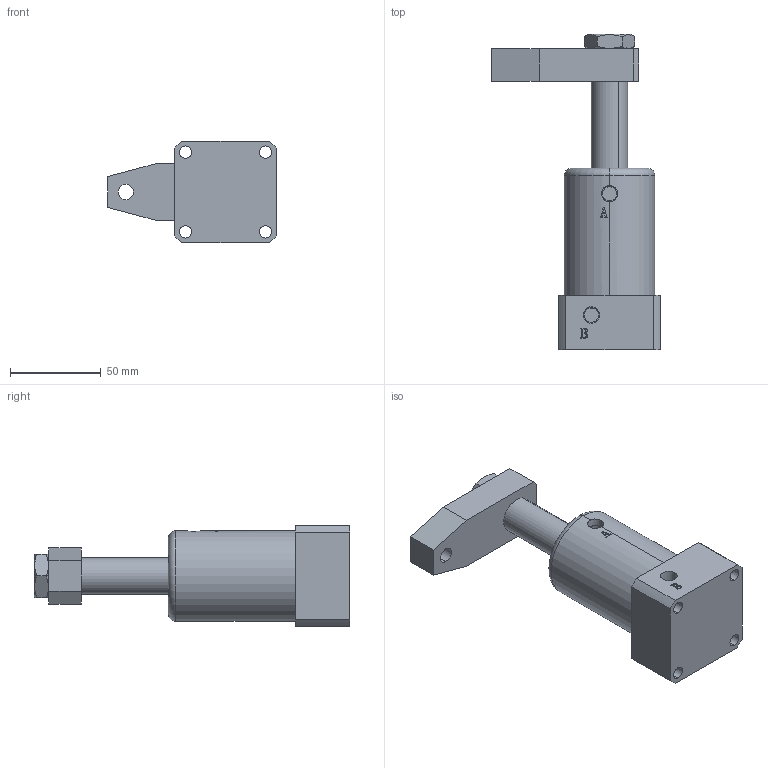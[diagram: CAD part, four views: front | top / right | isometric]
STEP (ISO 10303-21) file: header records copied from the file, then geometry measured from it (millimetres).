
FILE_DESCRIPTION (( 'STEP AP203' ), '1' );
FILE_NAME ('HSL-32S-E.STEP', '2019-10-05T08:29:23', ( '微软用户' ), ( '微软中国' ), 'SwSTEP 2.0', 'SolidWorks 2012', '' );
FILE_SCHEMA (( 'CONFIG_CONTROL_DESIGN' ));
Length unit declared in the file: millimetre
Products named in the file (5): HSL-32S-E; HSL-32S揤旋杻秶; HSL-32S活塞杆-E; HSL-32S-11-30蛌褒詰掛极; hex thin nuts grades ab gb_GB_FASTENER_NUT_STNABTT M16X1.5-N
Assembly tree (4 placements, depth 2):
  HSL-32S-E
    HSL-32S-11-30蛌褒詰掛极
    HSL-32S揤旋杻秶
    HSL-32S活塞杆-E
    hex thin nuts grades ab gb_GB_FASTENER_NUT_STNABTT M16X1.5-N
Bounding box: 93 x 174 x 56 mm (x, y, z)
Volume: 248651.6 mm3; surface area: 54303.1 mm2
Topology: 4 solids, 4 shells, 152 faces, 367 edges, 238 vertices
Faces by surface type: plane 73, cylinder 37, cone 18, bspline 16, torus 8
Entity records: 5876 total; most frequent: CARTESIAN_POINT 1825, ORIENTED_EDGE 734, DIRECTION 716, EDGE_CURVE 367, AXIS2_PLACEMENT_3D 261, VERTEX_POINT 238, VECTOR 194, LINE 194
